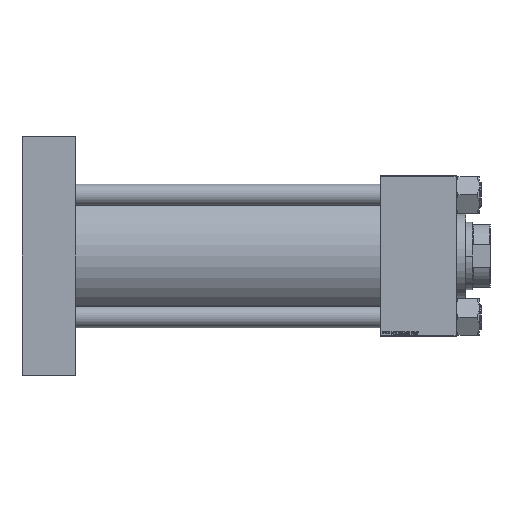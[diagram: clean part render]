
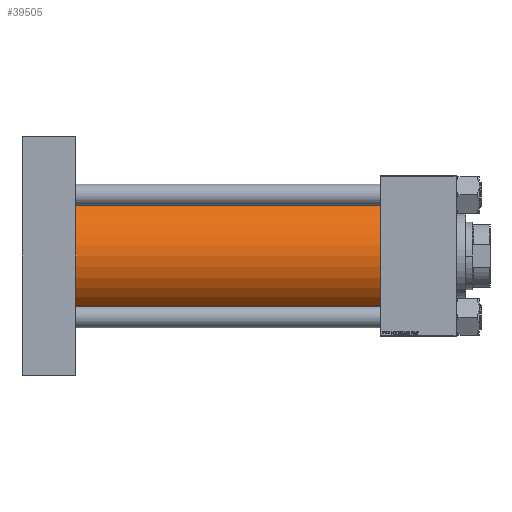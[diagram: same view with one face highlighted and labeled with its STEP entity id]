
A CAD part, front view. The second image highlights one B-rep face of the part: STEP entity #39505.
In plain terms, the highlighted cylindrical face has radius 65.5 mm (diameter 131 mm), a partial arc.
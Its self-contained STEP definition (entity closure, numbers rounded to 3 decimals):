
#449 = DIRECTION ( 'NONE',  ( 1., 0., 0. ) ) ;
#592 = CARTESIAN_POINT ( 'NONE',  ( 55., 0., 65.5 ) ) ;
#2588 = ORIENTED_EDGE ( 'NONE', *, *, #14892, .T. ) ;
#2655 = CARTESIAN_POINT ( 'NONE',  ( 369., 0., -65.5 ) ) ;
#3434 = CIRCLE ( 'NONE', #17099, 65.5 ) ;
#5700 = VECTOR ( 'NONE', #28961, 1000. ) ;
#6099 = AXIS2_PLACEMENT_3D ( 'NONE', #42517, #25448, #41995 ) ;
#6358 = ORIENTED_EDGE ( 'NONE', *, *, #25663, .F. ) ;
#8894 = DIRECTION ( 'NONE',  ( 0., 0., -1. ) ) ;
#9078 = CARTESIAN_POINT ( 'NONE',  ( 55., 0., -65.5 ) ) ;
#9523 = ORIENTED_EDGE ( 'NONE', *, *, #18234, .T. ) ;
#13478 = CARTESIAN_POINT ( 'NONE',  ( 369., 0., 65.5 ) ) ;
#14892 = EDGE_CURVE ( 'NONE', #33276, #19536, #36954, .T. ) ;
#17099 = AXIS2_PLACEMENT_3D ( 'NONE', #37956, #21163, #8894 ) ;
#18234 = EDGE_CURVE ( 'NONE', #19536, #48821, #46733, .T. ) ;
#18956 = DIRECTION ( 'NONE',  ( -1., 0., 0. ) ) ;
#19536 = VERTEX_POINT ( 'NONE', #592 ) ;
#21163 = DIRECTION ( 'NONE',  ( 1., 0., 0. ) ) ;
#22955 = LINE ( 'NONE', #2655, #48770 ) ;
#23371 = EDGE_CURVE ( 'NONE', #33276, #26838, #3434, .T. ) ;
#23729 = AXIS2_PLACEMENT_3D ( 'NONE', #33536, #449, #29277 ) ;
#25448 = DIRECTION ( 'NONE',  ( -1., 0., 0. ) ) ;
#25663 = EDGE_CURVE ( 'NONE', #26838, #48821, #22955, .T. ) ;
#25966 = CYLINDRICAL_SURFACE ( 'NONE', #6099, 65.5 ) ;
#26838 = VERTEX_POINT ( 'NONE', #31261 ) ;
#28121 = CARTESIAN_POINT ( 'NONE',  ( 369., 0., 65.5 ) ) ;
#28961 = DIRECTION ( 'NONE',  ( -1., 0., 0. ) ) ;
#29277 = DIRECTION ( 'NONE',  ( 0., 0., 1. ) ) ;
#29980 = FACE_OUTER_BOUND ( 'NONE', #39836, .T. ) ;
#31261 = CARTESIAN_POINT ( 'NONE',  ( 369., 0., -65.5 ) ) ;
#33276 = VERTEX_POINT ( 'NONE', #28121 ) ;
#33536 = CARTESIAN_POINT ( 'NONE',  ( 55., 0., 0. ) ) ;
#36125 = ORIENTED_EDGE ( 'NONE', *, *, #23371, .F. ) ;
#36954 = LINE ( 'NONE', #13478, #5700 ) ;
#37956 = CARTESIAN_POINT ( 'NONE',  ( 369., 0., 0. ) ) ;
#39505 = ADVANCED_FACE ( 'NONE', ( #29980 ), #25966, .T. ) ;
#39836 = EDGE_LOOP ( 'NONE', ( #6358, #36125, #2588, #9523 ) ) ;
#41995 = DIRECTION ( 'NONE',  ( 0., 0., 1. ) ) ;
#42517 = CARTESIAN_POINT ( 'NONE',  ( 369., 0., 0. ) ) ;
#46733 = CIRCLE ( 'NONE', #23729, 65.5 ) ;
#48770 = VECTOR ( 'NONE', #18956, 1000. ) ;
#48821 = VERTEX_POINT ( 'NONE', #9078 ) ;
